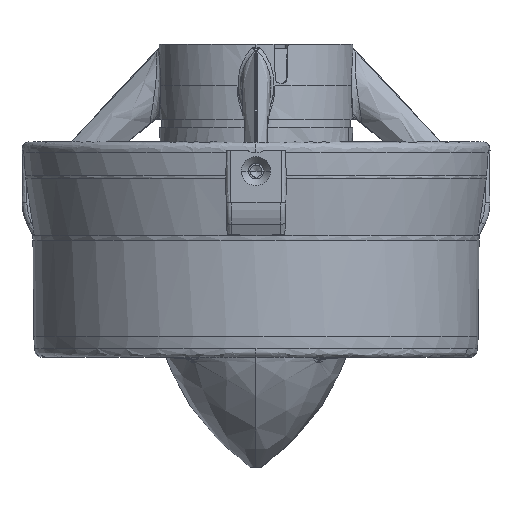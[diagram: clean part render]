
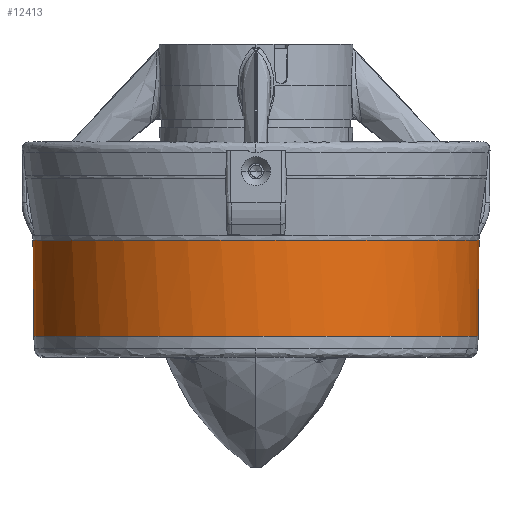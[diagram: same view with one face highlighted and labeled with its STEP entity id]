
A CAD part, front view. The second image highlights one B-rep face of the part: STEP entity #12413.
In plain terms, the highlighted free-form (B-spline) face has degree [2, 1] with [5, 2] control points.
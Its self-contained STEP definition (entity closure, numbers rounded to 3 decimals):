
#12312 = VERTEX_POINT('',#12313);
#12313 = CARTESIAN_POINT('',(-47.339,0.,
    -18.795));
#12363 = EDGE_CURVE('',#12312,#12364,#12366,.T.);
#12364 = VERTEX_POINT('',#12365);
#12365 = CARTESIAN_POINT('',(-47.518,0.,
    1.713));
#12366 = B_SPLINE_CURVE_WITH_KNOTS('',1,(#12367,#12368),.UNSPECIFIED.,
  .F.,.F.,(2,2),(-20.321,-0.459),
  .PIECEWISE_BEZIER_KNOTS.);
#12367 = CARTESIAN_POINT('',(-47.339,0.,
    -18.795));
#12368 = CARTESIAN_POINT('',(-47.518,0.,
    1.713));
#12413 = ADVANCED_FACE('',(#12414),#12442,.T.);
#12414 = FACE_BOUND('',#12415,.T.);
#12415 = EDGE_LOOP('',(#12416,#12417,#12427,#12434));
#12416 = ORIENTED_EDGE('',*,*,#12363,.F.);
#12417 = ORIENTED_EDGE('',*,*,#12418,.T.);
#12418 = EDGE_CURVE('',#12312,#12419,#12421,.T.);
#12419 = VERTEX_POINT('',#12420);
#12420 = CARTESIAN_POINT('',(47.339,0.,
    -18.795));
#12421 = ( BOUNDED_CURVE() B_SPLINE_CURVE(2,(#12422,#12423,#12424,#12425
,#12426),.UNSPECIFIED.,.F.,.F.) B_SPLINE_CURVE_WITH_KNOTS((3,2,3),(
    3.142,4.712,6.283),
.PIECEWISE_BEZIER_KNOTS.) CURVE() GEOMETRIC_REPRESENTATION_ITEM() 
RATIONAL_B_SPLINE_CURVE((1.,0.707,1.,0.707,1.)) 
REPRESENTATION_ITEM('') );
#12422 = CARTESIAN_POINT('',(-47.339,0.,
    -18.795));
#12423 = CARTESIAN_POINT('',(-47.339,-47.339,
    -18.795));
#12424 = CARTESIAN_POINT('',(0.,-47.339,
    -18.795));
#12425 = CARTESIAN_POINT('',(47.339,-47.339,
    -18.795));
#12426 = CARTESIAN_POINT('',(47.339,0.,
    -18.795));
#12427 = ORIENTED_EDGE('',*,*,#12428,.T.);
#12428 = EDGE_CURVE('',#12419,#12429,#12431,.T.);
#12429 = VERTEX_POINT('',#12430);
#12430 = CARTESIAN_POINT('',(47.518,0.,
    1.713));
#12431 = B_SPLINE_CURVE_WITH_KNOTS('',1,(#12432,#12433),.UNSPECIFIED.,
  .F.,.F.,(2,2),(-20.321,-0.459),
  .PIECEWISE_BEZIER_KNOTS.);
#12432 = CARTESIAN_POINT('',(47.339,0.,
    -18.795));
#12433 = CARTESIAN_POINT('',(47.518,0.,
    1.713));
#12434 = ORIENTED_EDGE('',*,*,#12435,.T.);
#12435 = EDGE_CURVE('',#12429,#12364,#12436,.T.);
#12436 = ( BOUNDED_CURVE() B_SPLINE_CURVE(2,(#12437,#12438,#12439,#12440
,#12441),.UNSPECIFIED.,.F.,.F.) B_SPLINE_CURVE_WITH_KNOTS((3,2,3),(0.,
1.571,3.142),.PIECEWISE_BEZIER_KNOTS.) CURVE() 
GEOMETRIC_REPRESENTATION_ITEM() RATIONAL_B_SPLINE_CURVE((1.,
0.707,1.,0.707,1.)) REPRESENTATION_ITEM('') );
#12437 = CARTESIAN_POINT('',(47.518,0.,
    1.713));
#12438 = CARTESIAN_POINT('',(47.518,-47.518,
    1.713));
#12439 = CARTESIAN_POINT('',(0.,-47.518,
    1.713));
#12440 = CARTESIAN_POINT('',(-47.518,-47.518,
    1.713));
#12441 = CARTESIAN_POINT('',(-47.518,0.,
    1.713));
#12442 = ( BOUNDED_SURFACE() B_SPLINE_SURFACE(2,1,(
    (#12443,#12444)
    ,(#12445,#12446)
    ,(#12447,#12448)
    ,(#12449,#12450)
    ,(#12451,#12452
)),.UNSPECIFIED.,.F.,.F.,.F.) B_SPLINE_SURFACE_WITH_KNOTS((3,2,3),(2,2),
  (3.142,4.712,6.283),(-20.321,
    -0.459),.PIECEWISE_BEZIER_KNOTS.) 
GEOMETRIC_REPRESENTATION_ITEM() RATIONAL_B_SPLINE_SURFACE((
    (1.,1.)
    ,(0.707,0.707)
    ,(1.,1.)
    ,(0.707,0.707)
,(1.,1.))) REPRESENTATION_ITEM('') SURFACE() );
#12443 = CARTESIAN_POINT('',(-47.339,0.,
    -18.795));
#12444 = CARTESIAN_POINT('',(-47.518,0.,
    1.713));
#12445 = CARTESIAN_POINT('',(-47.339,-47.339,
    -18.795));
#12446 = CARTESIAN_POINT('',(-47.518,-47.518,
    1.713));
#12447 = CARTESIAN_POINT('',(0.,-47.339,
    -18.795));
#12448 = CARTESIAN_POINT('',(0.,-47.518,
    1.713));
#12449 = CARTESIAN_POINT('',(47.339,-47.339,
    -18.795));
#12450 = CARTESIAN_POINT('',(47.518,-47.518,
    1.713));
#12451 = CARTESIAN_POINT('',(47.339,0.,
    -18.795));
#12452 = CARTESIAN_POINT('',(47.518,0.,
    1.713));
